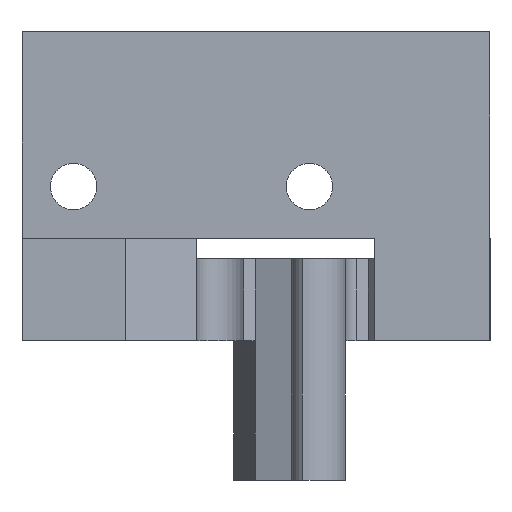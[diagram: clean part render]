
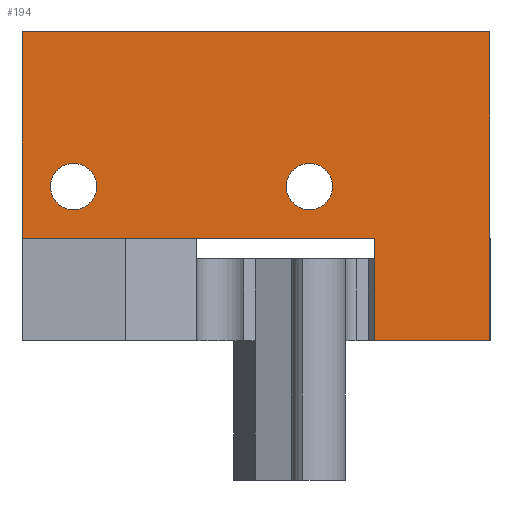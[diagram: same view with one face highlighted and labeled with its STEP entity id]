
A CAD part, front view. The second image highlights one B-rep face of the part: STEP entity #194.
In plain terms, the highlighted planar face has unit normal (0, -1, 0).
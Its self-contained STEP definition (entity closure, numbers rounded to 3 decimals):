
#5 = VERTEX_POINT ( 'NONE', #456 ) ;
#123 = AXIS2_PLACEMENT_3D ( 'NONE', #1221, #3215, #2425 ) ;
#129 = CARTESIAN_POINT ( 'NONE',  ( 0., -7.645, 4.381 ) ) ;
#194 = ADVANCED_FACE ( 'NONE', ( #2597, #416, #2879 ), #2841, .F. ) ;
#281 = AXIS2_PLACEMENT_3D ( 'NONE', #129, #2140, #1144 ) ;
#286 = CARTESIAN_POINT ( 'NONE',  ( 11.678, -7.645, 12.242 ) ) ;
#299 = VERTEX_POINT ( 'NONE', #1957 ) ;
#313 = DIRECTION ( 'NONE',  ( 1., 0., 0. ) ) ;
#335 = DIRECTION ( 'NONE',  ( 0., 0., -1. ) ) ;
#365 = DIRECTION ( 'NONE',  ( 0., 0., 1. ) ) ;
#416 = FACE_BOUND ( 'NONE', #1145, .T. ) ;
#456 = CARTESIAN_POINT ( 'NONE',  ( 16.14, -7.645, -1.588 ) ) ;
#487 = EDGE_CURVE ( 'NONE', #828, #3043, #1248, .T. ) ;
#498 = VECTOR ( 'NONE', #3046, 1000. ) ;
#599 = CARTESIAN_POINT ( 'NONE',  ( 0., -7.645, 5.281 ) ) ;
#635 = DIRECTION ( 'NONE',  ( 0., 1., 0. ) ) ;
#638 = ORIENTED_EDGE ( 'NONE', *, *, #1871, .F. ) ;
#708 = EDGE_LOOP ( 'NONE', ( #638, #1201, #1001, #2434, #2830, #955, #1043 ) ) ;
#813 = LINE ( 'NONE', #1564, #1649 ) ;
#828 = VERTEX_POINT ( 'NONE', #599 ) ;
#878 = CARTESIAN_POINT ( 'NONE',  ( 16.14, -7.645, 12.242 ) ) ;
#943 = CIRCLE ( 'NONE', #2079, 0.9 ) ;
#949 = ORIENTED_EDGE ( 'NONE', *, *, #487, .T. ) ;
#955 = ORIENTED_EDGE ( 'NONE', *, *, #1115, .T. ) ;
#958 = VERTEX_POINT ( 'NONE', #2837 ) ;
#1001 = ORIENTED_EDGE ( 'NONE', *, *, #2217, .T. ) ;
#1043 = ORIENTED_EDGE ( 'NONE', *, *, #1066, .T. ) ;
#1047 = DIRECTION ( 'NONE',  ( 1., 0., 0. ) ) ;
#1066 = EDGE_CURVE ( 'NONE', #299, #5, #1437, .T. ) ;
#1115 = EDGE_CURVE ( 'NONE', #2190, #299, #2320, .T. ) ;
#1144 = DIRECTION ( 'NONE',  ( 0., 0., 1. ) ) ;
#1145 = EDGE_LOOP ( 'NONE', ( #949, #2210 ) ) ;
#1159 = DIRECTION ( 'NONE',  ( 0., 0., 1. ) ) ;
#1201 = ORIENTED_EDGE ( 'NONE', *, *, #1938, .F. ) ;
#1204 = VERTEX_POINT ( 'NONE', #2023 ) ;
#1214 = EDGE_CURVE ( 'NONE', #2219, #2190, #813, .T. ) ;
#1221 = CARTESIAN_POINT ( 'NONE',  ( 9.14, -7.645, 4.381 ) ) ;
#1223 = EDGE_CURVE ( 'NONE', #1204, #2219, #2052, .T. ) ;
#1229 = VECTOR ( 'NONE', #3008, 1000. ) ;
#1248 = CIRCLE ( 'NONE', #3070, 0.9 ) ;
#1294 = DIRECTION ( 'NONE',  ( 0., 0., -1. ) ) ;
#1313 = EDGE_CURVE ( 'NONE', #3043, #828, #2171, .T. ) ;
#1316 = CARTESIAN_POINT ( 'NONE',  ( -2., -7.645, 10.381 ) ) ;
#1322 = CARTESIAN_POINT ( 'NONE',  ( 0., -7.645, 3.481 ) ) ;
#1437 = LINE ( 'NONE', #2419, #1229 ) ;
#1457 = EDGE_CURVE ( 'NONE', #2415, #2117, #2836, .T. ) ;
#1517 = VECTOR ( 'NONE', #3094, 1000. ) ;
#1564 = CARTESIAN_POINT ( 'NONE',  ( 4.77, -7.645, 2.381 ) ) ;
#1584 = CARTESIAN_POINT ( 'NONE',  ( 16.14, -7.645, 12.242 ) ) ;
#1612 = DIRECTION ( 'NONE',  ( 0., 1., 0. ) ) ;
#1627 = CARTESIAN_POINT ( 'NONE',  ( 0., -7.645, 4.381 ) ) ;
#1649 = VECTOR ( 'NONE', #313, 1000. ) ;
#1792 = DIRECTION ( 'NONE',  ( 0., 0., 1. ) ) ;
#1802 = VECTOR ( 'NONE', #1294, 1000. ) ;
#1832 = LINE ( 'NONE', #1584, #3022 ) ;
#1864 = AXIS2_PLACEMENT_3D ( 'NONE', #878, #1612, #365 ) ;
#1871 = EDGE_CURVE ( 'NONE', #2036, #5, #1832, .T. ) ;
#1938 = EDGE_CURVE ( 'NONE', #958, #2036, #3051, .T. ) ;
#1957 = CARTESIAN_POINT ( 'NONE',  ( 11.678, -7.645, -1.588 ) ) ;
#2023 = CARTESIAN_POINT ( 'NONE',  ( -2., -7.645, 2.381 ) ) ;
#2036 = VERTEX_POINT ( 'NONE', #3077 ) ;
#2052 = LINE ( 'NONE', #3033, #498 ) ;
#2079 = AXIS2_PLACEMENT_3D ( 'NONE', #2531, #2313, #1792 ) ;
#2117 = VERTEX_POINT ( 'NONE', #2909 ) ;
#2140 = DIRECTION ( 'NONE',  ( 0., 1., 0. ) ) ;
#2171 = CIRCLE ( 'NONE', #281, 0.9 ) ;
#2190 = VERTEX_POINT ( 'NONE', #2801 ) ;
#2210 = ORIENTED_EDGE ( 'NONE', *, *, #1313, .T. ) ;
#2217 = EDGE_CURVE ( 'NONE', #958, #1204, #3038, .T. ) ;
#2219 = VERTEX_POINT ( 'NONE', #2539 ) ;
#2254 = EDGE_LOOP ( 'NONE', ( #2926, #2447 ) ) ;
#2313 = DIRECTION ( 'NONE',  ( 0., 1., 0. ) ) ;
#2320 = LINE ( 'NONE', #286, #1802 ) ;
#2385 = CARTESIAN_POINT ( 'NONE',  ( 9.14, -7.645, 5.281 ) ) ;
#2415 = VERTEX_POINT ( 'NONE', #2385 ) ;
#2419 = CARTESIAN_POINT ( 'NONE',  ( 16.14, -7.645, -1.588 ) ) ;
#2425 = DIRECTION ( 'NONE',  ( 0., 0., 1. ) ) ;
#2434 = ORIENTED_EDGE ( 'NONE', *, *, #1223, .T. ) ;
#2447 = ORIENTED_EDGE ( 'NONE', *, *, #3040, .T. ) ;
#2531 = CARTESIAN_POINT ( 'NONE',  ( 9.14, -7.645, 4.381 ) ) ;
#2539 = CARTESIAN_POINT ( 'NONE',  ( 2.685, -7.645, 2.381 ) ) ;
#2590 = CARTESIAN_POINT ( 'NONE',  ( 11.678, -7.645, 10.381 ) ) ;
#2597 = FACE_BOUND ( 'NONE', #2254, .T. ) ;
#2801 = CARTESIAN_POINT ( 'NONE',  ( 11.678, -7.645, 2.381 ) ) ;
#2830 = ORIENTED_EDGE ( 'NONE', *, *, #1214, .T. ) ;
#2836 = CIRCLE ( 'NONE', #123, 0.9 ) ;
#2837 = CARTESIAN_POINT ( 'NONE',  ( -2., -7.645, 10.381 ) ) ;
#2841 = PLANE ( 'NONE',  #1864 ) ;
#2879 = FACE_OUTER_BOUND ( 'NONE', #708, .T. ) ;
#2909 = CARTESIAN_POINT ( 'NONE',  ( 9.14, -7.645, 3.481 ) ) ;
#2926 = ORIENTED_EDGE ( 'NONE', *, *, #1457, .T. ) ;
#2977 = VECTOR ( 'NONE', #1047, 1000. ) ;
#3008 = DIRECTION ( 'NONE',  ( 1., 0., 0. ) ) ;
#3022 = VECTOR ( 'NONE', #335, 1000. ) ;
#3033 = CARTESIAN_POINT ( 'NONE',  ( 4.77, -7.645, 2.381 ) ) ;
#3038 = LINE ( 'NONE', #1316, #1517 ) ;
#3040 = EDGE_CURVE ( 'NONE', #2117, #2415, #943, .T. ) ;
#3043 = VERTEX_POINT ( 'NONE', #1322 ) ;
#3046 = DIRECTION ( 'NONE',  ( 1., 0., 0. ) ) ;
#3051 = LINE ( 'NONE', #2590, #2977 ) ;
#3070 = AXIS2_PLACEMENT_3D ( 'NONE', #1627, #635, #1159 ) ;
#3077 = CARTESIAN_POINT ( 'NONE',  ( 16.14, -7.645, 10.381 ) ) ;
#3094 = DIRECTION ( 'NONE',  ( 0., 0., -1. ) ) ;
#3215 = DIRECTION ( 'NONE',  ( 0., 1., 0. ) ) ;
